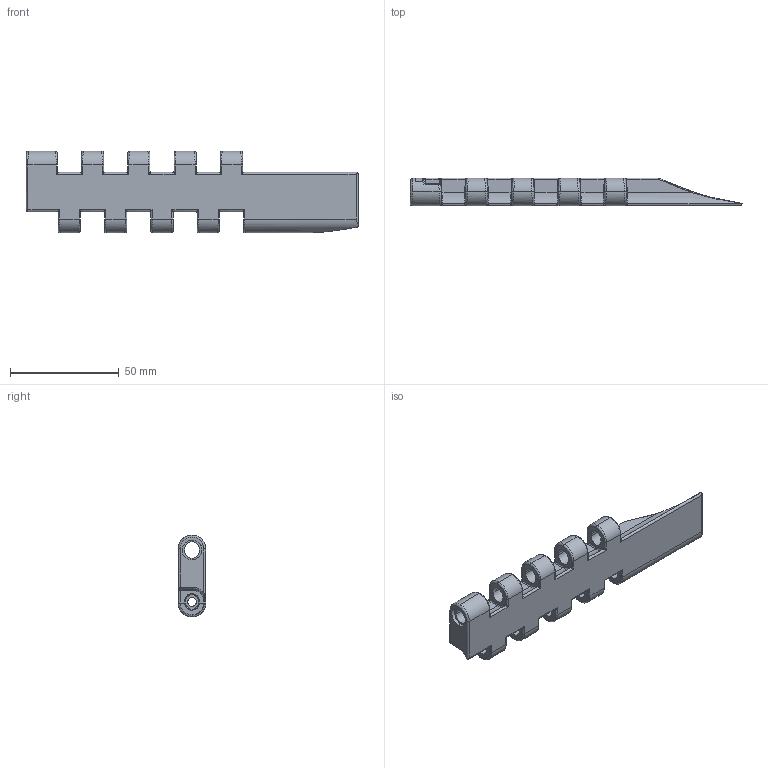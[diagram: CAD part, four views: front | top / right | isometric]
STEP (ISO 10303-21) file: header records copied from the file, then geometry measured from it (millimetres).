
FILE_DESCRIPTION (( 'STEP AP214' ), '1' );
FILE_NAME ('LF9255MC.0134TL.STEP', '2021-03-12T08:19:19', ( '' ), ( '' ), 'SwSTEP 2.0', 'SolidWorks 2019', '' );
FILE_SCHEMA (( 'AUTOMOTIVE_DESIGN' ));
Length unit declared in the file: millimetre
Products named in the file (1): LF9255MC.0134TL
Bounding box: 152.32 x 12.7 x 37.5 mm (x, y, z)
Volume: 28596.6 mm3; surface area: 16860 mm2
Topology: 1 solids, 1 shells, 861 faces, 2153 edges, 1214 vertices
Faces by surface type: bspline 372, cylinder 307, plane 145, torus 32, cone 3, sphere 2
Entity records: 38079 total; most frequent: CARTESIAN_POINT 21707, ORIENTED_EDGE 4162, DIRECTION 2532, EDGE_CURVE 2081, VERTEX_POINT 1214, AXIS2_PLACEMENT_3D 965, EDGE_LOOP 873, FACE_OUTER_BOUND 861
